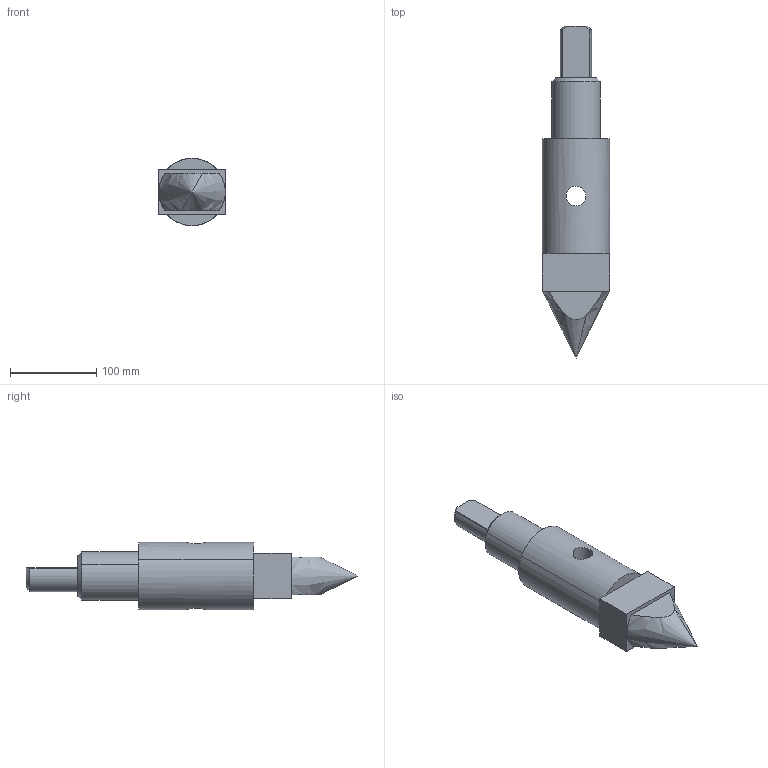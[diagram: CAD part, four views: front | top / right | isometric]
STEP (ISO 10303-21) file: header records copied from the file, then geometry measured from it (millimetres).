
FILE_DESCRIPTION(('CATIA V5 STEP Exchange'),'2;1');
FILE_NAME('EXERCICE 1 - VARIANTE B.stp','2023-10-23T16:55:12+00:00',('none'),('none'),'CATIA Unofficial Packaging Version SP3','CATIA V5 STEP AP203','none');
FILE_SCHEMA(('CONFIG_CONTROL_DESIGN'));
Length unit declared in the file: millimetre
Products named in the file (1): EXERCICE 1 - VARIANTE B
Bounding box: 78 x 384.5 x 78 mm (x, y, z)
Volume: 1107844.3 mm3; surface area: 83708.2 mm2
Topology: 1 solids, 1 shells, 31 faces, 76 edges, 48 vertices
Faces by surface type: plane 17, cylinder 9, cone 5
Entity records: 992 total; most frequent: CARTESIAN_POINT 291, ORIENTED_EDGE 148, DIRECTION 103, EDGE_CURVE 74, AXIS2_PLACEMENT_3D 48, VERTEX_POINT 48, VECTOR 36, EDGE_LOOP 36
